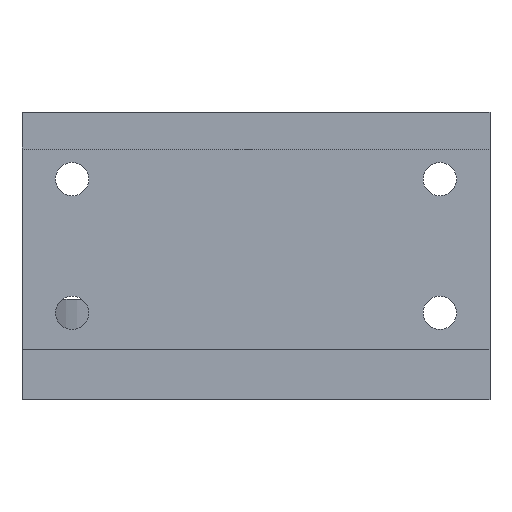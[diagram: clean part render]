
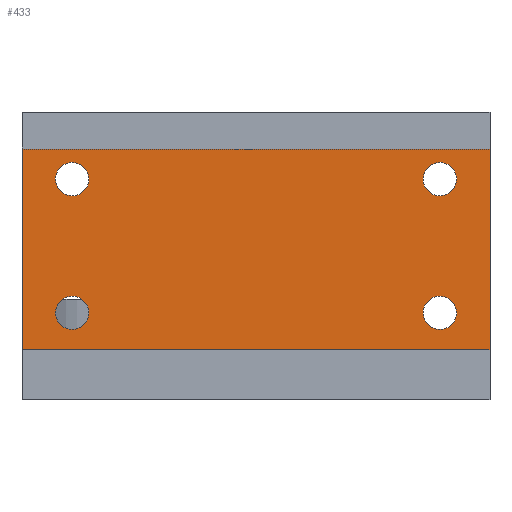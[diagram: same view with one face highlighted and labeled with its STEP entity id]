
A CAD part, front view. The second image highlights one B-rep face of the part: STEP entity #433.
In plain terms, the highlighted planar face has unit normal (0, -1, 0).
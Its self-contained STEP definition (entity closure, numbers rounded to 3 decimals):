
#15=FACE_BOUND('',#71,.T.);
#16=FACE_BOUND('',#72,.T.);
#17=FACE_BOUND('',#73,.T.);
#18=FACE_BOUND('',#74,.T.);
#29=PLANE('',#478);
#47=FACE_OUTER_BOUND('',#70,.T.);
#70=EDGE_LOOP('',(#322,#323,#324,#325));
#71=EDGE_LOOP('',(#326));
#72=EDGE_LOOP('',(#327));
#73=EDGE_LOOP('',(#328));
#74=EDGE_LOOP('',(#329));
#105=LINE('',#667,#145);
#109=LINE('',#676,#149);
#111=LINE('',#679,#151);
#112=LINE('',#680,#152);
#145=VECTOR('',#541,10.);
#149=VECTOR('',#547,10.);
#151=VECTOR('',#551,10.);
#152=VECTOR('',#552,10.);
#180=CIRCLE('',#466,5.);
#182=CIRCLE('',#469,5.);
#184=CIRCLE('',#472,5.);
#186=CIRCLE('',#475,5.);
#200=VERTEX_POINT('',#639);
#202=VERTEX_POINT('',#645);
#204=VERTEX_POINT('',#651);
#206=VERTEX_POINT('',#657);
#209=VERTEX_POINT('',#664);
#210=VERTEX_POINT('',#666);
#213=VERTEX_POINT('',#673);
#214=VERTEX_POINT('',#675);
#240=EDGE_CURVE('',#200,#200,#180,.T.);
#243=EDGE_CURVE('',#202,#202,#182,.T.);
#246=EDGE_CURVE('',#204,#204,#184,.T.);
#249=EDGE_CURVE('',#206,#206,#186,.T.);
#252=EDGE_CURVE('',#209,#210,#105,.T.);
#256=EDGE_CURVE('',#213,#214,#109,.T.);
#258=EDGE_CURVE('',#210,#213,#111,.T.);
#259=EDGE_CURVE('',#214,#209,#112,.T.);
#322=ORIENTED_EDGE('',*,*,#258,.F.);
#323=ORIENTED_EDGE('',*,*,#252,.F.);
#324=ORIENTED_EDGE('',*,*,#259,.F.);
#325=ORIENTED_EDGE('',*,*,#256,.F.);
#326=ORIENTED_EDGE('',*,*,#240,.T.);
#327=ORIENTED_EDGE('',*,*,#243,.T.);
#328=ORIENTED_EDGE('',*,*,#246,.T.);
#329=ORIENTED_EDGE('',*,*,#249,.T.);
#433=ADVANCED_FACE('',(#47,#15,#16,#17,#18),#29,.F.);
#466=AXIS2_PLACEMENT_3D('',#641,#514,#515);
#469=AXIS2_PLACEMENT_3D('',#647,#521,#522);
#472=AXIS2_PLACEMENT_3D('',#653,#528,#529);
#475=AXIS2_PLACEMENT_3D('',#659,#535,#536);
#478=AXIS2_PLACEMENT_3D('',#678,#549,#550);
#514=DIRECTION('center_axis',(0.,1.,0.));
#515=DIRECTION('ref_axis',(1.,0.,0.));
#521=DIRECTION('center_axis',(0.,1.,0.));
#522=DIRECTION('ref_axis',(1.,0.,0.));
#528=DIRECTION('center_axis',(0.,1.,0.));
#529=DIRECTION('ref_axis',(1.,0.,0.));
#535=DIRECTION('center_axis',(0.,1.,0.));
#536=DIRECTION('ref_axis',(1.,0.,0.));
#541=DIRECTION('',(-1.,0.,0.));
#547=DIRECTION('',(1.,0.,0.));
#549=DIRECTION('center_axis',(0.,1.,0.));
#550=DIRECTION('ref_axis',(0.,0.,1.));
#551=DIRECTION('',(0.,0.,1.));
#552=DIRECTION('',(0.,0.,-1.));
#639=CARTESIAN_POINT('',(120.,2.,26.));
#641=CARTESIAN_POINT('Origin',(125.,2.,26.));
#645=CARTESIAN_POINT('',(120.,2.,66.));
#647=CARTESIAN_POINT('Origin',(125.,2.,66.));
#651=CARTESIAN_POINT('',(10.,2.,66.));
#653=CARTESIAN_POINT('Origin',(15.,2.,66.));
#657=CARTESIAN_POINT('',(10.,2.,26.));
#659=CARTESIAN_POINT('Origin',(15.,2.,26.));
#664=CARTESIAN_POINT('',(140.,2.,15.));
#666=CARTESIAN_POINT('',(0.,2.,15.));
#667=CARTESIAN_POINT('',(0.,2.,15.));
#673=CARTESIAN_POINT('',(0.,2.,75.));
#675=CARTESIAN_POINT('',(140.,2.,75.));
#676=CARTESIAN_POINT('',(140.,2.,75.));
#678=CARTESIAN_POINT('Origin',(70.,2.,45.));
#679=CARTESIAN_POINT('',(0.,2.,22.5));
#680=CARTESIAN_POINT('',(140.,2.,22.5));
